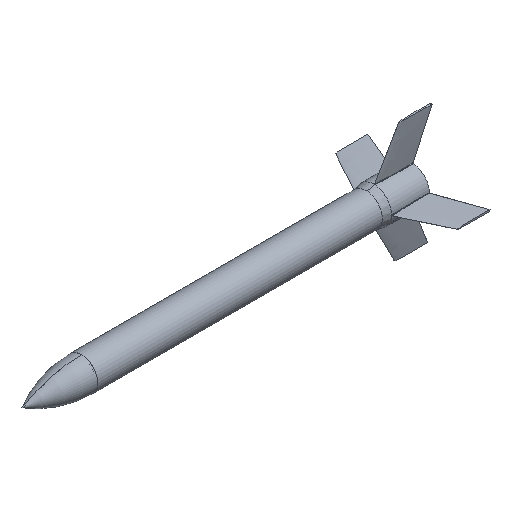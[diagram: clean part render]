
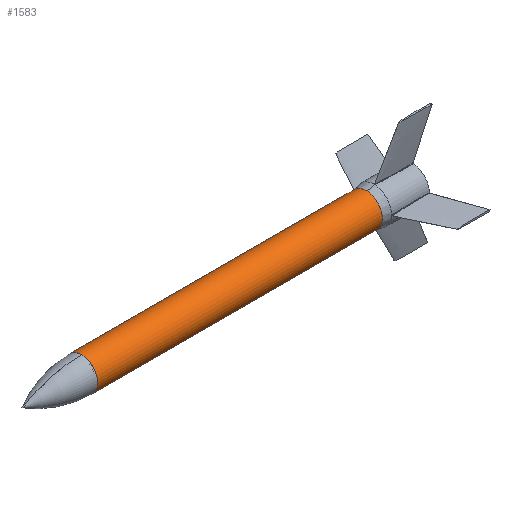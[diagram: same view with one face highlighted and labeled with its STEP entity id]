
A CAD part, isometric view. The second image highlights one B-rep face of the part: STEP entity #1583.
In plain terms, the highlighted cylindrical face has radius 30 mm (diameter 60 mm), a partial arc.
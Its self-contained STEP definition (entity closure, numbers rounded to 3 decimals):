
#59 = DIRECTION ( 'NONE',  ( 0., 0., 1. ) ) ;
#124 = CARTESIAN_POINT ( 'NONE',  ( -30., 0., -610. ) ) ;
#1048 = CARTESIAN_POINT ( 'NONE',  ( -30., 0., 0. ) ) ;
#1323 = LINE ( 'NONE', #7670, #5034 ) ;
#1351 = DIRECTION ( 'NONE',  ( 1., 0., 0. ) ) ;
#1583 = ADVANCED_FACE ( 'NONE', ( #5891 ), #6733, .T. ) ;
#1622 = DIRECTION ( 'NONE',  ( 1., 0., 0. ) ) ;
#2120 = EDGE_CURVE ( 'NONE', #2496, #10299, #6343, .T. ) ;
#2496 = VERTEX_POINT ( 'NONE', #6490 ) ;
#2695 = DIRECTION ( 'NONE',  ( 0., 0., 1. ) ) ;
#2898 = VECTOR ( 'NONE', #4938, 1000. ) ;
#2908 = CARTESIAN_POINT ( 'NONE',  ( 0., 0., -610. ) ) ;
#2955 = VERTEX_POINT ( 'NONE', #5283 ) ;
#3447 = DIRECTION ( 'NONE',  ( 0., 0., 1. ) ) ;
#3970 = AXIS2_PLACEMENT_3D ( 'NONE', #9240, #59, #1622 ) ;
#4260 = ORIENTED_EDGE ( 'NONE', *, *, #6673, .F. ) ;
#4682 = DIRECTION ( 'NONE',  ( 0., 0., 1. ) ) ;
#4938 = DIRECTION ( 'NONE',  ( 0., 0., 1. ) ) ;
#5034 = VECTOR ( 'NONE', #3447, 1000. ) ;
#5068 = ORIENTED_EDGE ( 'NONE', *, *, #8805, .F. ) ;
#5126 = DIRECTION ( 'NONE',  ( 1., 0., 0. ) ) ;
#5283 = CARTESIAN_POINT ( 'NONE',  ( 30., 0., 0. ) ) ;
#5432 = ORIENTED_EDGE ( 'NONE', *, *, #2120, .T. ) ;
#5717 = EDGE_CURVE ( 'NONE', #10299, #9195, #1323, .T. ) ;
#5719 = LINE ( 'NONE', #8165, #2898 ) ;
#5891 = FACE_OUTER_BOUND ( 'NONE', #6214, .T. ) ;
#5892 = AXIS2_PLACEMENT_3D ( 'NONE', #8421, #2695, #5126 ) ;
#6214 = EDGE_LOOP ( 'NONE', ( #5432, #9558, #4260, #5068 ) ) ;
#6343 = CIRCLE ( 'NONE', #6514, 30. ) ;
#6490 = CARTESIAN_POINT ( 'NONE',  ( 30., 0., -610. ) ) ;
#6514 = AXIS2_PLACEMENT_3D ( 'NONE', #2908, #4682, #1351 ) ;
#6673 = EDGE_CURVE ( 'NONE', #2955, #9195, #8377, .T. ) ;
#6733 = CYLINDRICAL_SURFACE ( 'NONE', #3970, 30. ) ;
#7670 = CARTESIAN_POINT ( 'NONE',  ( -30., 0., -610. ) ) ;
#8165 = CARTESIAN_POINT ( 'NONE',  ( 30., 0., -610. ) ) ;
#8377 = CIRCLE ( 'NONE', #5892, 30. ) ;
#8421 = CARTESIAN_POINT ( 'NONE',  ( 0., 0., 0. ) ) ;
#8805 = EDGE_CURVE ( 'NONE', #2496, #2955, #5719, .T. ) ;
#9195 = VERTEX_POINT ( 'NONE', #1048 ) ;
#9240 = CARTESIAN_POINT ( 'NONE',  ( 0., 0., -610. ) ) ;
#9558 = ORIENTED_EDGE ( 'NONE', *, *, #5717, .T. ) ;
#10299 = VERTEX_POINT ( 'NONE', #124 ) ;
